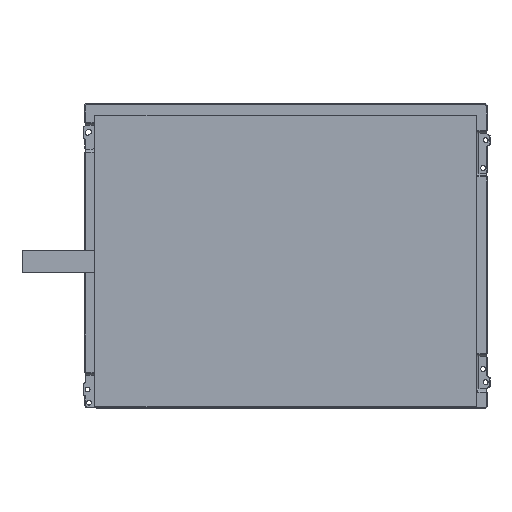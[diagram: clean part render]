
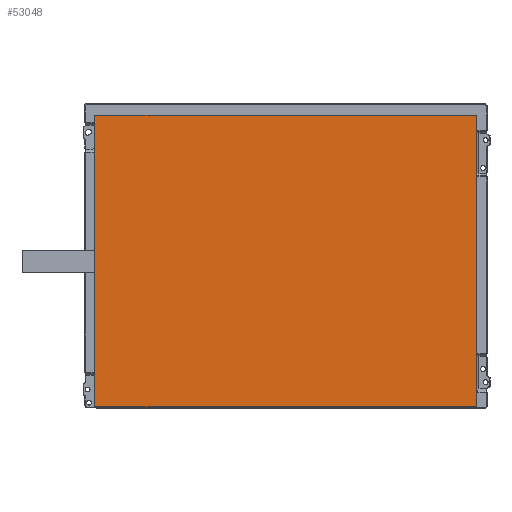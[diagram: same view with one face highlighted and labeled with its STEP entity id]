
A CAD part, top view. The second image highlights one B-rep face of the part: STEP entity #53048.
In plain terms, the highlighted face is planar.
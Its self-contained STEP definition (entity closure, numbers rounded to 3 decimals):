
#2689 = ORIENTED_EDGE ( 'NONE', *, *, #78627, .T. ) ;
#2690 = ORIENTED_EDGE ( 'NONE', *, *, #78603, .T. ) ;
#2691 = ORIENTED_EDGE ( 'NONE', *, *, #78632, .T. ) ;
#2692 = ORIENTED_EDGE ( 'NONE', *, *, #78610, .T. ) ;
#8332 = EDGE_LOOP ( 'NONE', ( #2689, #2690, #2691, #2692 ) ) ;
#12642 = CARTESIAN_POINT ( 'NONE',  ( -130.9, 2.2, 99.9 ) ) ;
#12643 = DIRECTION ( 'NONE',  ( 1., 0., 0. ) ) ;
#12651 = CARTESIAN_POINT ( 'NONE',  ( -130.9, 2.2, -99.9 ) ) ;
#12652 = DIRECTION ( 'NONE',  ( -1., 0., 0. ) ) ;
#12696 = CARTESIAN_POINT ( 'NONE',  ( 130.9, 2.2, -99.9 ) ) ;
#12699 = CARTESIAN_POINT ( 'NONE',  ( -130.9, 2.2, -99.9 ) ) ;
#12700 = DIRECTION ( 'NONE',  ( 0., 0., 1. ) ) ;
#12704 = DIRECTION ( 'NONE',  ( 0., 0., -1. ) ) ;
#13763 = LINE ( 'NONE', #12642, #13767 ) ;
#13767 = VECTOR ( 'NONE', #12643, 1000. ) ;
#13768 = LINE ( 'NONE', #12651, #13769 ) ;
#13769 = VECTOR ( 'NONE', #12652, 1000. ) ;
#13771 = LINE ( 'NONE', #12696, #13779 ) ;
#13775 = LINE ( 'NONE', #12699, #13776 ) ;
#13776 = VECTOR ( 'NONE', #12700, 1000. ) ;
#13779 = VECTOR ( 'NONE', #12704, 1000. ) ;
#52778 = FACE_OUTER_BOUND ( 'NONE', #8332, .T. ) ;
#53048 = ADVANCED_FACE ( 'NONE', ( #52778 ), #83021, .T. ) ;
#62805 = VERTEX_POINT ( 'NONE', #116547 ) ;
#62806 = VERTEX_POINT ( 'NONE', #116549 ) ;
#62808 = VERTEX_POINT ( 'NONE', #116554 ) ;
#62810 = VERTEX_POINT ( 'NONE', #116558 ) ;
#78603 = EDGE_CURVE ( 'NONE', #62805, #62808, #13763, .T. ) ;
#78610 = EDGE_CURVE ( 'NONE', #62810, #62806, #13768, .T. ) ;
#78627 = EDGE_CURVE ( 'NONE', #62806, #62805, #13775, .T. ) ;
#78632 = EDGE_CURVE ( 'NONE', #62808, #62810, #13771, .T. ) ;
#83014 = CARTESIAN_POINT ( 'NONE',  ( -130.9, 2.2, 99.9 ) ) ;
#83021 = PLANE ( 'NONE',  #120244 ) ;
#83032 = DIRECTION ( 'NONE',  ( 0., 1., 0. ) ) ;
#83033 = DIRECTION ( 'NONE',  ( 0., 0., 1. ) ) ;
#116547 = CARTESIAN_POINT ( 'NONE',  ( -130.9, 2.2, 99.9 ) ) ;
#116549 = CARTESIAN_POINT ( 'NONE',  ( -130.9, 2.2, -99.9 ) ) ;
#116554 = CARTESIAN_POINT ( 'NONE',  ( 130.9, 2.2, 99.9 ) ) ;
#116558 = CARTESIAN_POINT ( 'NONE',  ( 130.9, 2.2, -99.9 ) ) ;
#120244 = AXIS2_PLACEMENT_3D ( 'NONE', #83014, #83032, #83033 ) ;
